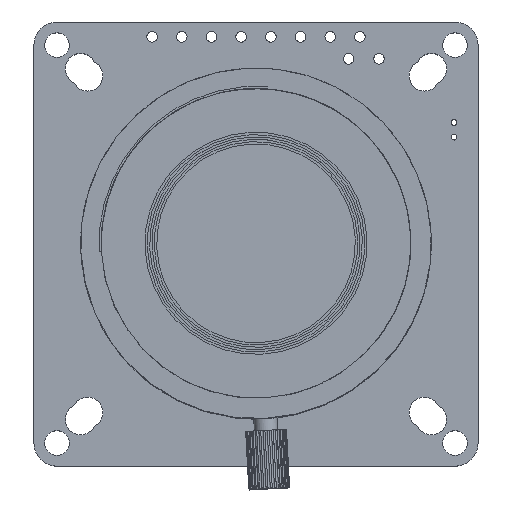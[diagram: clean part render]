
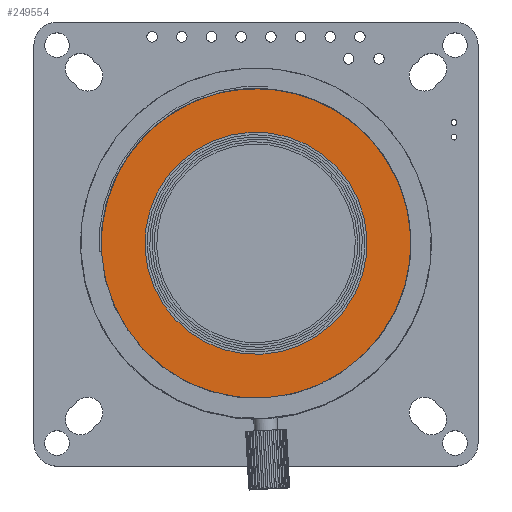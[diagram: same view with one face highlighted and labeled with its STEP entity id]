
A CAD part, top view. The second image highlights one B-rep face of the part: STEP entity #249554.
In plain terms, the highlighted face is planar.
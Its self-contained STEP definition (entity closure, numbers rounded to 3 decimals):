
#9796 = CARTESIAN_POINT ( 'NONE',  ( 0., 27.5, 9.5 ) ) ;
#23306 = CIRCLE ( 'NONE', #163435, 13.25 ) ;
#31587 = DIRECTION ( 'NONE',  ( 0., 0., 1. ) ) ;
#35508 = PLANE ( 'NONE',  #101157 ) ;
#48123 = ORIENTED_EDGE ( 'NONE', *, *, #62867, .T. ) ;
#58772 = CIRCLE ( 'NONE', #255866, 9.5 ) ;
#60239 = CARTESIAN_POINT ( 'NONE',  ( 0., 27.5, -9.5 ) ) ;
#62867 = EDGE_CURVE ( 'NONE', #131077, #230253, #23306, .T. ) ;
#65341 = DIRECTION ( 'NONE',  ( 0., 0., 1. ) ) ;
#66016 = DIRECTION ( 'NONE',  ( 0., 0., 1. ) ) ;
#69189 = ORIENTED_EDGE ( 'NONE', *, *, #180061, .F. ) ;
#76469 = DIRECTION ( 'NONE',  ( 0., 1., 0. ) ) ;
#89245 = DIRECTION ( 'NONE',  ( 0., 1., 0. ) ) ;
#100208 = EDGE_CURVE ( 'NONE', #153395, #235798, #58772, .T. ) ;
#101157 = AXIS2_PLACEMENT_3D ( 'NONE', #174263, #76469, #215953 ) ;
#103071 = CARTESIAN_POINT ( 'NONE',  ( 3.972, 27.5, -12.641 ) ) ;
#106630 = CIRCLE ( 'NONE', #156370, 13.25 ) ;
#116047 = FACE_OUTER_BOUND ( 'NONE', #159579, .T. ) ;
#120336 = ORIENTED_EDGE ( 'NONE', *, *, #177071, .T. ) ;
#125255 = FACE_BOUND ( 'NONE', #192088, .T. ) ;
#131077 = VERTEX_POINT ( 'NONE', #133977 ) ;
#133977 = CARTESIAN_POINT ( 'NONE',  ( 12.588, 27.5, 4.136 ) ) ;
#150285 = CIRCLE ( 'NONE', #213896, 9.5 ) ;
#153395 = VERTEX_POINT ( 'NONE', #60239 ) ;
#156370 = AXIS2_PLACEMENT_3D ( 'NONE', #195941, #216778, #175081 ) ;
#159579 = EDGE_LOOP ( 'NONE', ( #48123, #120336 ) ) ;
#163435 = AXIS2_PLACEMENT_3D ( 'NONE', #244584, #165405, #66016 ) ;
#164725 = CARTESIAN_POINT ( 'NONE',  ( 0., 27.5, 0. ) ) ;
#165405 = DIRECTION ( 'NONE',  ( 0., 1., 0. ) ) ;
#174263 = CARTESIAN_POINT ( 'NONE',  ( 0., 27.5, 0. ) ) ;
#175081 = DIRECTION ( 'NONE',  ( 0., 0., 1. ) ) ;
#177071 = EDGE_CURVE ( 'NONE', #230253, #131077, #106630, .T. ) ;
#180061 = EDGE_CURVE ( 'NONE', #235798, #153395, #150285, .T. ) ;
#184756 = DIRECTION ( 'NONE',  ( 0., 1., 0. ) ) ;
#185817 = ORIENTED_EDGE ( 'NONE', *, *, #100208, .F. ) ;
#192088 = EDGE_LOOP ( 'NONE', ( #69189, #185817 ) ) ;
#195941 = CARTESIAN_POINT ( 'NONE',  ( 0., 27.5, 0. ) ) ;
#213896 = AXIS2_PLACEMENT_3D ( 'NONE', #250363, #89245, #31587 ) ;
#215953 = DIRECTION ( 'NONE',  ( 0., 0., 1. ) ) ;
#216778 = DIRECTION ( 'NONE',  ( 0., 1., 0. ) ) ;
#230253 = VERTEX_POINT ( 'NONE', #103071 ) ;
#235798 = VERTEX_POINT ( 'NONE', #9796 ) ;
#244584 = CARTESIAN_POINT ( 'NONE',  ( 0., 27.5, 0. ) ) ;
#249554 = ADVANCED_FACE ( 'NONE', ( #125255, #116047 ), #35508, .T. ) ;
#250363 = CARTESIAN_POINT ( 'NONE',  ( 0., 27.5, 0. ) ) ;
#255866 = AXIS2_PLACEMENT_3D ( 'NONE', #164725, #184756, #65341 ) ;
